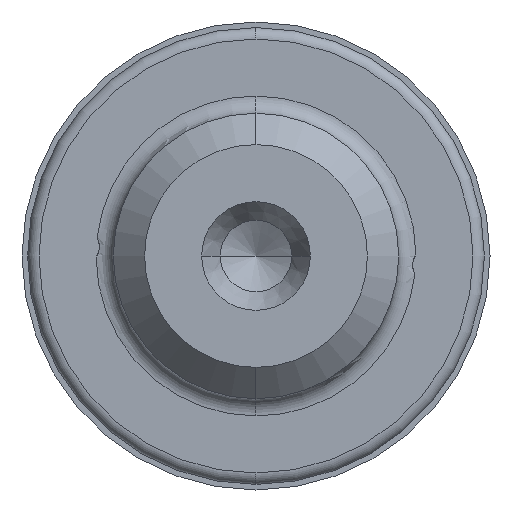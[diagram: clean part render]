
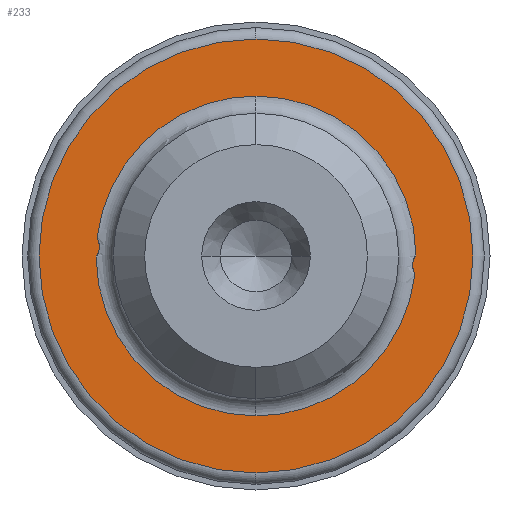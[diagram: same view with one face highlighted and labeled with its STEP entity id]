
A CAD part, left-side view. The second image highlights one B-rep face of the part: STEP entity #233.
In plain terms, the highlighted planar face has unit normal (-1, 0, 0).
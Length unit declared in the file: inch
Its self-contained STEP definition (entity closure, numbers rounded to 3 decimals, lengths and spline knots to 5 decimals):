
#28 = ORIENTED_EDGE ( 'NONE', *, *, #212, .F. ) ;
#35 = AXIS2_PLACEMENT_3D ( 'NONE', #649, #572, #672 ) ;
#83 = CARTESIAN_POINT ( 'NONE',  ( 2., -0.27512, -0.02402 ) ) ;
#107 = CIRCLE ( 'NONE', #571, 0.37972 ) ;
#115 = ORIENTED_EDGE ( 'NONE', *, *, #419, .T. ) ;
#139 = CARTESIAN_POINT ( 'NONE',  ( 2., 0.27692, 0.03074 ) ) ;
#163 = CARTESIAN_POINT ( 'NONE',  ( 2., 0.27989, -0.0021 ) ) ;
#169 = CARTESIAN_POINT ( 'NONE',  ( 2., 0., 0.37972 ) ) ;
#212 = EDGE_CURVE ( 'NONE', #839, #532, #748, .T. ) ;
#218 = CARTESIAN_POINT ( 'NONE',  ( 2., 0.27782, 0.0341 ) ) ;
#220 = CARTESIAN_POINT ( 'NONE',  ( 2., 0.27602, 0.02738 ) ) ;
#228 = CIRCLE ( 'NONE', #372, 0.2799 ) ;
#233 = ADVANCED_FACE ( 'NONE', ( #947, #412 ), #517, .F. ) ;
#260 = DIRECTION ( 'NONE',  ( 0., 0., 1. ) ) ;
#266 = ORIENTED_EDGE ( 'NONE', *, *, #506, .F. ) ;
#274 = CARTESIAN_POINT ( 'NONE',  ( 2., 0.27416, 0.00587 ) ) ;
#281 = AXIS2_PLACEMENT_3D ( 'NONE', #704, #1037, #724 ) ;
#301 = CIRCLE ( 'NONE', #314, 0.2799 ) ;
#314 = AXIS2_PLACEMENT_3D ( 'NONE', #416, #602, #426 ) ;
#343 = CARTESIAN_POINT ( 'NONE',  ( 2., -0.27416, -0.00587 ) ) ;
#344 = VERTEX_POINT ( 'NONE', #169 ) ;
#349 = DIRECTION ( 'NONE',  ( -1., 0., 0. ) ) ;
#364 = EDGE_CURVE ( 'NONE', #563, #1110, #471, .T. ) ;
#368 = CARTESIAN_POINT ( 'NONE',  ( 2., 0., 0.2799 ) ) ;
#372 = AXIS2_PLACEMENT_3D ( 'NONE', #875, #811, #1069 ) ;
#378 = ORIENTED_EDGE ( 'NONE', *, *, #364, .T. ) ;
#390 = AXIS2_PLACEMENT_3D ( 'NONE', #681, #1010, #685 ) ;
#395 = CARTESIAN_POINT ( 'NONE',  ( 2., 0.27512, 0.02402 ) ) ;
#412 = FACE_OUTER_BOUND ( 'NONE', #652, .T. ) ;
#413 = CARTESIAN_POINT ( 'NONE',  ( 2., -0.27989, 0.0021 ) ) ;
#416 = CARTESIAN_POINT ( 'NONE',  ( 2., 0., 0. ) ) ;
#419 = EDGE_CURVE ( 'NONE', #930, #344, #969, .T. ) ;
#426 = DIRECTION ( 'NONE',  ( 0., 0., 1. ) ) ;
#434 = EDGE_CURVE ( 'NONE', #344, #930, #107, .T. ) ;
#471 =( BOUNDED_CURVE ( )  B_SPLINE_CURVE ( 3, ( #992, #274, #911, #395, #220, #139, #218 ),
 .UNSPECIFIED., .F., .F. ) 
 B_SPLINE_CURVE_WITH_KNOTS ( ( 4, 3, 4 ),
 ( 0.00074, 0.00141, 0.0017 ),
 .UNSPECIFIED. ) 
 CURVE ( )  GEOMETRIC_REPRESENTATION_ITEM ( )  RATIONAL_B_SPLINE_CURVE ( ( 0.805, 0.809, 0.874, 1., 1., 1., 1. ) ) 
 REPRESENTATION_ITEM ( '' )  );
#475 = CARTESIAN_POINT ( 'NONE',  ( 2., 0., 0. ) ) ;
#494 = CARTESIAN_POINT ( 'NONE',  ( 2., 0., -0.2799 ) ) ;
#506 = EDGE_CURVE ( 'NONE', #779, #1110, #228, .T. ) ;
#508 = CARTESIAN_POINT ( 'NONE',  ( 2., 0.27782, 0.0341 ) ) ;
#512 = DIRECTION ( 'NONE',  ( 1., 0., 0. ) ) ;
#517 = PLANE ( 'NONE',  #1111 ) ;
#528 = ORIENTED_EDGE ( 'NONE', *, *, #434, .T. ) ;
#532 = VERTEX_POINT ( 'NONE', #936 ) ;
#549 = ORIENTED_EDGE ( 'NONE', *, *, #952, .T. ) ;
#563 = VERTEX_POINT ( 'NONE', #163 ) ;
#571 = AXIS2_PLACEMENT_3D ( 'NONE', #475, #349, #260 ) ;
#572 = DIRECTION ( 'NONE',  ( -1., 0., 0. ) ) ;
#602 = DIRECTION ( 'NONE',  ( -1., 0., 0. ) ) ;
#627 =( BOUNDED_CURVE ( )  B_SPLINE_CURVE ( 3, ( #413, #343, #865, #83, #1031, #765, #944 ),
 .UNSPECIFIED., .F., .F. ) 
 B_SPLINE_CURVE_WITH_KNOTS ( ( 4, 3, 4 ),
 ( 0.00074, 0.00141, 0.0017 ),
 .UNSPECIFIED. ) 
 CURVE ( )  GEOMETRIC_REPRESENTATION_ITEM ( )  RATIONAL_B_SPLINE_CURVE ( ( 0.805, 0.809, 0.874, 1., 1., 1., 1. ) ) 
 REPRESENTATION_ITEM ( '' )  );
#632 = ORIENTED_EDGE ( 'NONE', *, *, #1018, .F. ) ;
#649 = CARTESIAN_POINT ( 'NONE',  ( 2., 0., 0. ) ) ;
#652 = EDGE_LOOP ( 'NONE', ( #528, #115 ) ) ;
#672 = DIRECTION ( 'NONE',  ( 0., 0., 1. ) ) ;
#681 = CARTESIAN_POINT ( 'NONE',  ( 2., 0., 0. ) ) ;
#685 = DIRECTION ( 'NONE',  ( 0., 0., 1. ) ) ;
#704 = CARTESIAN_POINT ( 'NONE',  ( 2., 0., 0. ) ) ;
#724 = DIRECTION ( 'NONE',  ( 0., 0., 1. ) ) ;
#748 = CIRCLE ( 'NONE', #390, 0.2799 ) ;
#754 = DIRECTION ( 'NONE',  ( 0., 0., -1. ) ) ;
#765 = CARTESIAN_POINT ( 'NONE',  ( 2., -0.27692, -0.03074 ) ) ;
#776 = CARTESIAN_POINT ( 'NONE',  ( 2., 0.365, 0. ) ) ;
#779 = VERTEX_POINT ( 'NONE', #368 ) ;
#811 = DIRECTION ( 'NONE',  ( -1., 0., 0. ) ) ;
#839 = VERTEX_POINT ( 'NONE', #494 ) ;
#855 = EDGE_CURVE ( 'NONE', #1030, #779, #861, .T. ) ;
#861 = CIRCLE ( 'NONE', #35, 0.2799 ) ;
#865 = CARTESIAN_POINT ( 'NONE',  ( 2., -0.27276, -0.01524 ) ) ;
#875 = CARTESIAN_POINT ( 'NONE',  ( 2., 0., 0. ) ) ;
#882 = ORIENTED_EDGE ( 'NONE', *, *, #855, .F. ) ;
#889 = EDGE_LOOP ( 'NONE', ( #549, #28, #632, #378, #266, #882 ) ) ;
#911 = CARTESIAN_POINT ( 'NONE',  ( 2., 0.27276, 0.01524 ) ) ;
#930 = VERTEX_POINT ( 'NONE', #931 ) ;
#931 = CARTESIAN_POINT ( 'NONE',  ( 2., 0., -0.37972 ) ) ;
#936 = CARTESIAN_POINT ( 'NONE',  ( 2., -0.27782, -0.0341 ) ) ;
#944 = CARTESIAN_POINT ( 'NONE',  ( 2., -0.27782, -0.0341 ) ) ;
#947 = FACE_BOUND ( 'NONE', #889, .T. ) ;
#952 = EDGE_CURVE ( 'NONE', #1030, #532, #627, .T. ) ;
#969 = CIRCLE ( 'NONE', #281, 0.37972 ) ;
#992 = CARTESIAN_POINT ( 'NONE',  ( 2., 0.27989, -0.0021 ) ) ;
#1010 = DIRECTION ( 'NONE',  ( -1., 0., 0. ) ) ;
#1018 = EDGE_CURVE ( 'NONE', #563, #839, #301, .T. ) ;
#1030 = VERTEX_POINT ( 'NONE', #1039 ) ;
#1031 = CARTESIAN_POINT ( 'NONE',  ( 2., -0.27602, -0.02738 ) ) ;
#1037 = DIRECTION ( 'NONE',  ( -1., 0., 0. ) ) ;
#1039 = CARTESIAN_POINT ( 'NONE',  ( 2., -0.27989, 0.0021 ) ) ;
#1069 = DIRECTION ( 'NONE',  ( 0., 0., 1. ) ) ;
#1110 = VERTEX_POINT ( 'NONE', #508 ) ;
#1111 = AXIS2_PLACEMENT_3D ( 'NONE', #776, #512, #754 ) ;
